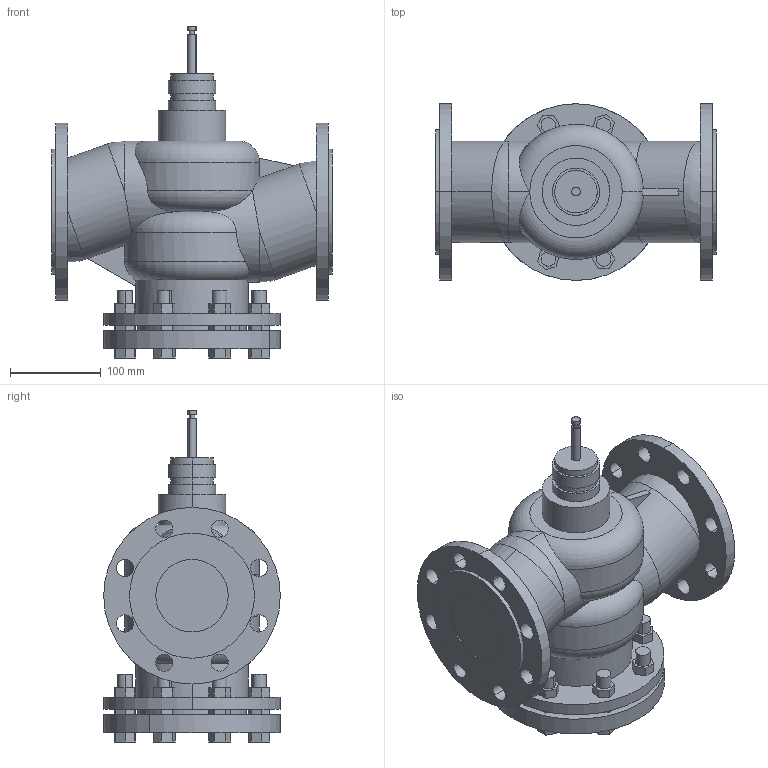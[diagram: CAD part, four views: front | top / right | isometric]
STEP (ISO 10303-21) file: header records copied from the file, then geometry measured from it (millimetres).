
FILE_DESCRIPTION(('CATIA V5 STEP Exchange','CAx-IF Rec.Pracs.--- Model Styling and Organization---1.4--- 2014-01-23','CAx-IF Rec.Pracs.---3D Tessellated Data Validation Properties---0.5---2014-09-14'),'2;1');
FILE_NAME('STEP_636080_-_TST.stp','2021-06-07T11:54:40+00:00',('none'),('none'),'CATIA Version 5-6 Release 2019 SP3','CATIA V5 STEP AP242 v1','none');
FILE_SCHEMA(('AP242_MANAGED_MODEL_BASED_3D_ENGINEERING_MIM_LF {1 0 10303 442 1 1 4}'));
Length unit declared in the file: millimetre
Products named in the file (1): 636080 - TST
Bounding box: 310 x 195 x 366.5 mm (x, y, z)
Volume: 6687274.6 mm3; surface area: 402824.4 mm2
Topology: 1 solids, 1 shells, 307 faces, 875 edges, 607 vertices
Faces by surface type: plane 199, cylinder 96, torus 8, sphere 4
Entity records: 9787 total; most frequent: CARTESIAN_POINT 2593, ORIENTED_EDGE 1742, DIRECTION 988, EDGE_CURVE 871, VERTEX_POINT 607, VECTOR 536, LINE 536, EDGE_LOOP 396
